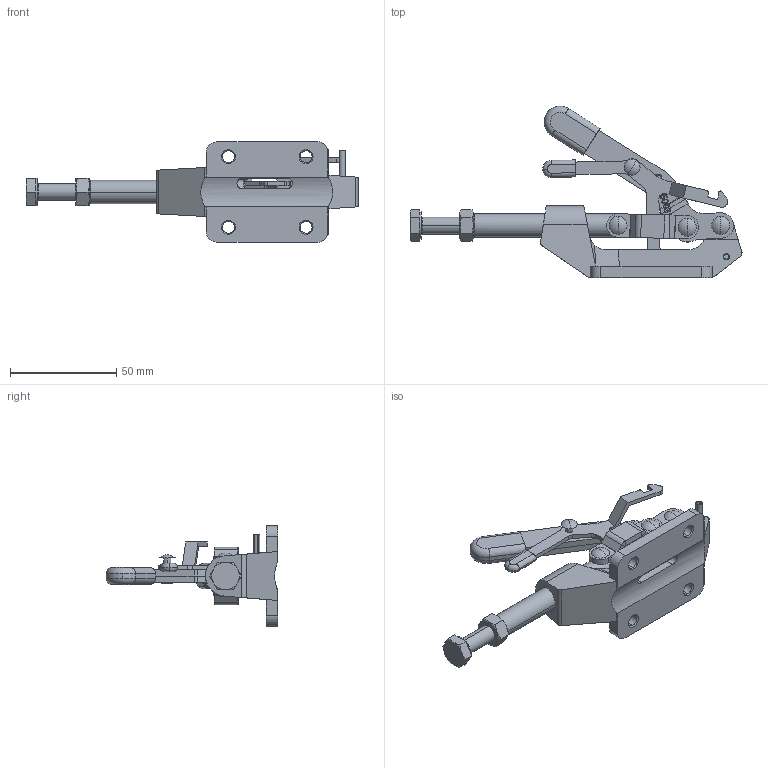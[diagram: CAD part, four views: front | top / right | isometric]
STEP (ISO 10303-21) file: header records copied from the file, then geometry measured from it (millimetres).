
FILE_DESCRIPTION (( 'STEP AP214' ), '1' );
FILE_NAME ('GH-36003MR.STEP', '2025-12-18T02:52:03', ( '' ), ( '' ), 'SwSTEP 2.0', 'SolidWorks 2016', '' );
FILE_SCHEMA (( 'AUTOMOTIVE_DESIGN' ));
Length unit declared in the file: millimetre
Products named in the file (7): Group4^GH-36003MR(?趙); Group3^GH-36003MR(?趙); 13600303[售諶]-2(V5)^GH-36003MR(?趙); Group1^GH-36003MR(?趙); 436003M32 V2.0-1^GH-36003MR(?趙); GH-36003MR; Group6^GH-36003MR(?趙)
Assembly tree (6 placements, depth 2):
  GH-36003MR
    Group1^GH-36003MR(?趙)
    Group3^GH-36003MR(?趙)
    Group4^GH-36003MR(?趙)
    Group6^GH-36003MR(?趙)
    436003M32 V2.0-1^GH-36003MR(?趙)
    13600303[售諶]-2(V5)^GH-36003MR(?趙)
Bounding box: 156.21 x 80.77 x 47.2 mm (x, y, z)
Volume: 55056.2 mm3; surface area: 28737.1 mm2
Topology: 6 solids, 7 shells, 482 faces, 1466 edges, 1035 vertices
Faces by surface type: plane 249, cylinder 171, cone 34, torus 16, sphere 8, bspline 4
Entity records: 20562 total; most frequent: CARTESIAN_POINT 6692, ORIENTED_EDGE 2928, DIRECTION 2514, EDGE_CURVE 1464, VERTEX_POINT 1035, AXIS2_PLACEMENT_3D 875, VECTOR 764, LINE 764
